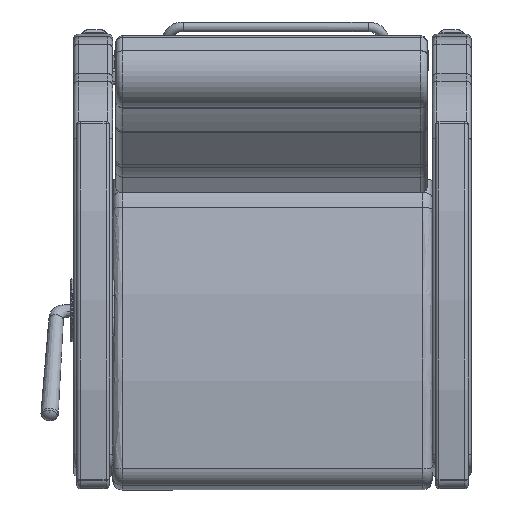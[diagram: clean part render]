
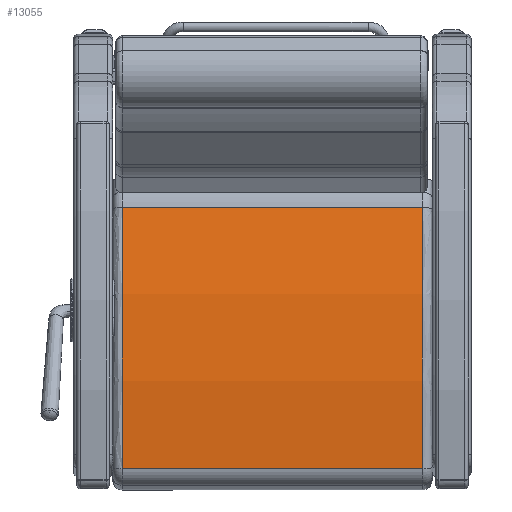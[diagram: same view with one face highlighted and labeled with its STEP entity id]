
A CAD part, front view. The second image highlights one B-rep face of the part: STEP entity #13055.
In plain terms, the highlighted free-form (B-spline) face has degree [1, 2] with [2, 3] control points.
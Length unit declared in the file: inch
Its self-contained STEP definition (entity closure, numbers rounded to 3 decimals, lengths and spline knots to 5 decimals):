
#284=(
BOUNDED_SURFACE()
B_SPLINE_SURFACE(1,2,((#20911,#20912,#20913),(#20914,#20915,#20916)),
 .UNSPECIFIED.,.F.,.F.,.F.)
B_SPLINE_SURFACE_WITH_KNOTS((2,2),(3,3),(-0.19254,0.19254),
(1.36178,1.69928),.UNSPECIFIED.)
GEOMETRIC_REPRESENTATION_ITEM()
RATIONAL_B_SPLINE_SURFACE(((1.,0.986,1.),(1.,0.986,
1.)))
REPRESENTATION_ITEM('')
SURFACE()
);
#547=ELLIPSE('',#14251,60.05357,60.);
#557=ELLIPSE('',#14279,60.05357,60.);
#1241=FACE_OUTER_BOUND('',#2115,.T.);
#2115=EDGE_LOOP('',(#8949,#8950,#8951,#8952));
#3084=LINE('',#20909,#3943);
#3085=LINE('',#20918,#3944);
#3943=VECTOR('',#16232,0.3937);
#3944=VECTOR('',#16235,0.3937);
#5687=VERTEX_POINT('',#20701);
#5688=VERTEX_POINT('',#20702);
#5713=VERTEX_POINT('',#20908);
#5714=VERTEX_POINT('',#20917);
#6913=EDGE_CURVE('',#5687,#5688,#547,.T.);
#6951=EDGE_CURVE('',#5688,#5713,#3084,.T.);
#6953=EDGE_CURVE('',#5687,#5714,#3085,.T.);
#6954=EDGE_CURVE('',#5713,#5714,#557,.T.);
#8949=ORIENTED_EDGE('',*,*,#6913,.F.);
#8950=ORIENTED_EDGE('',*,*,#6953,.T.);
#8951=ORIENTED_EDGE('',*,*,#6954,.F.);
#8952=ORIENTED_EDGE('',*,*,#6951,.F.);
#13055=ADVANCED_FACE('',(#1241),#284,.F.);
#14251=AXIS2_PLACEMENT_3D('',#20703,#16164,#16165);
#14279=AXIS2_PLACEMENT_3D('',#20919,#16236,#16237);
#16164=DIRECTION('center_axis',(0.,0.,-1.));
#16165=DIRECTION('ref_axis',(1.,0.,0.));
#16232=DIRECTION('',(0.,0.,1.));
#16235=DIRECTION('',(0.,0.,1.));
#16236=DIRECTION('center_axis',(0.,0.,1.));
#16237=DIRECTION('ref_axis',(1.,0.,0.));
#20701=CARTESIAN_POINT('',(-10.04459,1.25621,-11.5625));
#20702=CARTESIAN_POINT('',(10.1114,0.44486,-11.5625));
#20703=CARTESIAN_POINT('Origin',(-2.34979,-58.24922,-11.5625));
#20908=CARTESIAN_POINT('',(10.1114,0.44486,11.5625));
#20909=CARTESIAN_POINT('',(10.1114,0.44486,0.));
#20911=CARTESIAN_POINT('Ctrl Pts',(10.1114,0.44486,-11.5625));
#20912=CARTESIAN_POINT('Ctrl Pts',(0.10258,2.56602,-11.5625));
#20913=CARTESIAN_POINT('Ctrl Pts',(-10.04459,1.25621,-11.5625));
#20914=CARTESIAN_POINT('Ctrl Pts',(10.1114,0.44486,11.5625));
#20915=CARTESIAN_POINT('Ctrl Pts',(0.10258,2.56602,11.5625));
#20916=CARTESIAN_POINT('Ctrl Pts',(-10.04459,1.25621,11.5625));
#20917=CARTESIAN_POINT('',(-10.04459,1.25621,11.5625));
#20918=CARTESIAN_POINT('',(-10.04459,1.25621,0.));
#20919=CARTESIAN_POINT('Origin',(-2.34979,-58.24922,11.5625));
